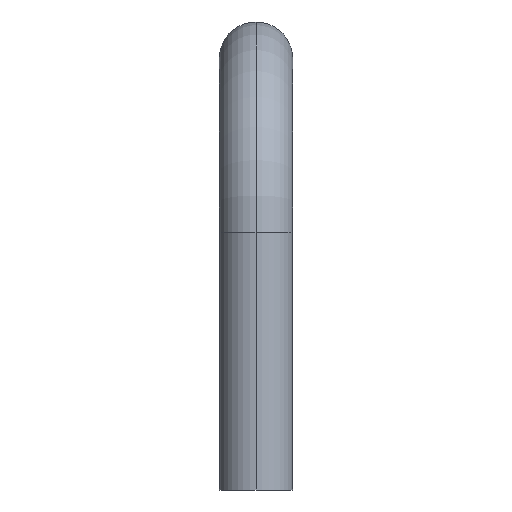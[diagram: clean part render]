
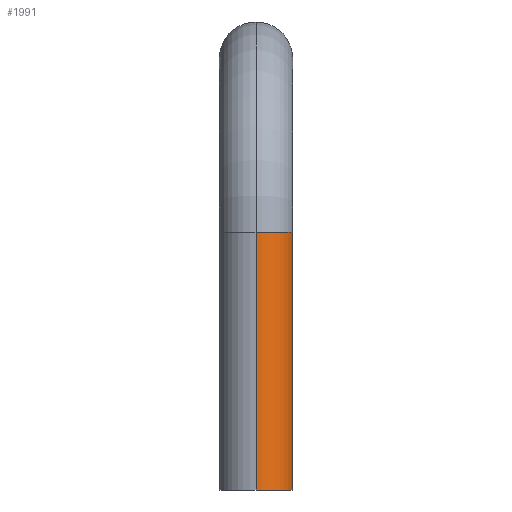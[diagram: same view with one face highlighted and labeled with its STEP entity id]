
A CAD part, front view. The second image highlights one B-rep face of the part: STEP entity #1991.
In plain terms, the highlighted cylindrical face has radius 21.2 mm (diameter 42.4 mm), a partial arc.
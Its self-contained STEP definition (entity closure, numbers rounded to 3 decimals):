
#74 = DIRECTION ( 'NONE',  ( 0., 1., 0. ) ) ;
#324 = FACE_OUTER_BOUND ( 'NONE', #6673, .T. ) ;
#548 = VERTEX_POINT ( 'NONE', #2926 ) ;
#754 = AXIS2_PLACEMENT_3D ( 'NONE', #1511, #7659, #4161 ) ;
#1135 = ORIENTED_EDGE ( 'NONE', *, *, #10469, .T. ) ;
#1511 = CARTESIAN_POINT ( 'NONE',  ( 0., -21.2, 74.4 ) ) ;
#1524 = CIRCLE ( 'NONE', #754, 21.2 ) ;
#1919 = VERTEX_POINT ( 'NONE', #4157 ) ;
#1940 = CARTESIAN_POINT ( 'NONE',  ( 0., -42.4, 74.4 ) ) ;
#1961 = CYLINDRICAL_SURFACE ( 'NONE', #5839, 21.2 ) ;
#1991 = ADVANCED_FACE ( 'NONE', ( #324 ), #1961, .T. ) ;
#2683 = DIRECTION ( 'NONE',  ( 0., 0., 1. ) ) ;
#2859 = CARTESIAN_POINT ( 'NONE',  ( 0., 0., 74.4 ) ) ;
#2926 = CARTESIAN_POINT ( 'NONE',  ( 0., 0., 74.4 ) ) ;
#2983 = ORIENTED_EDGE ( 'NONE', *, *, #5234, .F. ) ;
#3224 = EDGE_CURVE ( 'NONE', #1919, #7178, #8406, .T. ) ;
#3490 = CARTESIAN_POINT ( 'NONE',  ( 0., -42.4, 74.4 ) ) ;
#4157 = CARTESIAN_POINT ( 'NONE',  ( 0., -42.4, -74.4 ) ) ;
#4161 = DIRECTION ( 'NONE',  ( 1., 0., 0. ) ) ;
#4506 = DIRECTION ( 'NONE',  ( 0., 0., -1. ) ) ;
#5234 = EDGE_CURVE ( 'NONE', #548, #7178, #5535, .T. ) ;
#5252 = LINE ( 'NONE', #3490, #5536 ) ;
#5417 = EDGE_CURVE ( 'NONE', #11172, #548, #1524, .T. ) ;
#5535 = LINE ( 'NONE', #2859, #6490 ) ;
#5536 = VECTOR ( 'NONE', #8770, 1000. ) ;
#5839 = AXIS2_PLACEMENT_3D ( 'NONE', #9753, #4506, #74 ) ;
#6490 = VECTOR ( 'NONE', #7274, 1000. ) ;
#6673 = EDGE_LOOP ( 'NONE', ( #6955, #1135, #11297, #2983 ) ) ;
#6955 = ORIENTED_EDGE ( 'NONE', *, *, #5417, .F. ) ;
#7178 = VERTEX_POINT ( 'NONE', #11290 ) ;
#7274 = DIRECTION ( 'NONE',  ( 0., 0., -1. ) ) ;
#7659 = DIRECTION ( 'NONE',  ( 0., 0., 1. ) ) ;
#8406 = CIRCLE ( 'NONE', #8467, 21.2 ) ;
#8467 = AXIS2_PLACEMENT_3D ( 'NONE', #9629, #2683, #9742 ) ;
#8770 = DIRECTION ( 'NONE',  ( 0., 0., -1. ) ) ;
#9629 = CARTESIAN_POINT ( 'NONE',  ( 0., -21.2, -74.4 ) ) ;
#9742 = DIRECTION ( 'NONE',  ( 1., 0., 0. ) ) ;
#9753 = CARTESIAN_POINT ( 'NONE',  ( 0., -21.2, 74.4 ) ) ;
#10469 = EDGE_CURVE ( 'NONE', #11172, #1919, #5252, .T. ) ;
#11172 = VERTEX_POINT ( 'NONE', #1940 ) ;
#11290 = CARTESIAN_POINT ( 'NONE',  ( 0., 0., -74.4 ) ) ;
#11297 = ORIENTED_EDGE ( 'NONE', *, *, #3224, .T. ) ;
